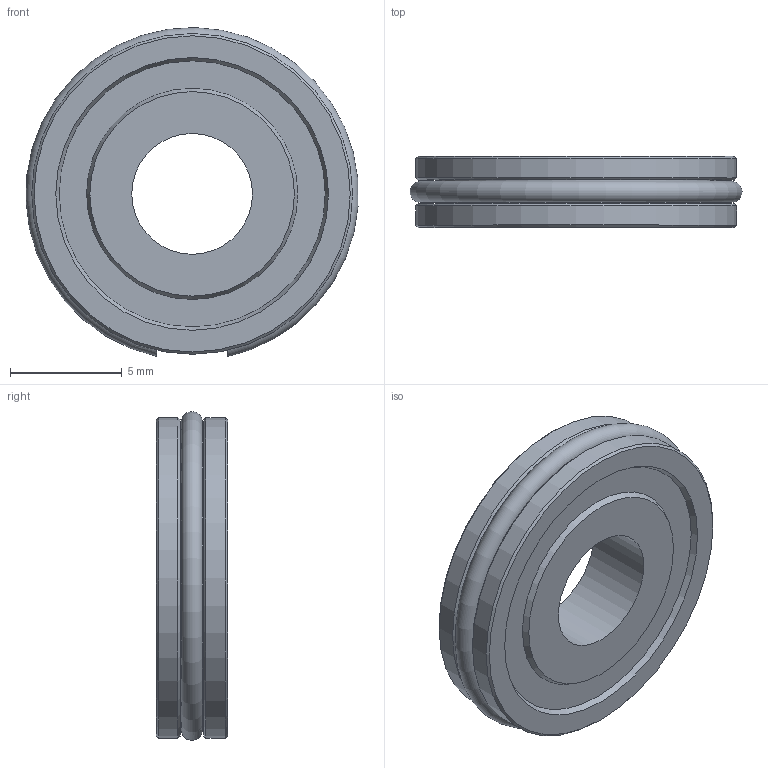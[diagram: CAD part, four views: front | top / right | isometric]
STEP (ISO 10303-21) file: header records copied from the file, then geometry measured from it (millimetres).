
FILE_DESCRIPTION (( 'STEP AP214' ), '1' );
FILE_NAME ('GSK-DISS-NI.STEP', '2020-09-28T14:56:17', ( '' ), ( '' ), 'SwSTEP 2.0', 'SolidWorks 2018', '' );
FILE_SCHEMA (( 'AUTOMOTIVE_DESIGN' ));
Length unit declared in the file: inch
Products named in the file (1): GSK-DISS-NI
Bounding box: 14.84 x 3.17 x 14.7 mm (x, y, z)
Volume: 402.6 mm3; surface area: 676.1 mm2
Topology: 2 solids, 2 shells, 23 faces, 36 edges, 23 vertices
Faces by surface type: plane 10, cone 8, cylinder 4, torus 1
Full cylindrical faces by diameter (mm): 5.397 x1, 12.484 x1, 14.338 x2
Entity records: 836 total; most frequent: CARTESIAN_POINT 102, DIRECTION 88, ORIENTED_EDGE 44, AXIS2_PLACEMENT_3D 44, EDGE_LOOP 44, FACE_OUTER_BOUND 28, LENGTH_MEASURE_WITH_UNIT 27, DIMENSIONAL_EXPONENTS 27
